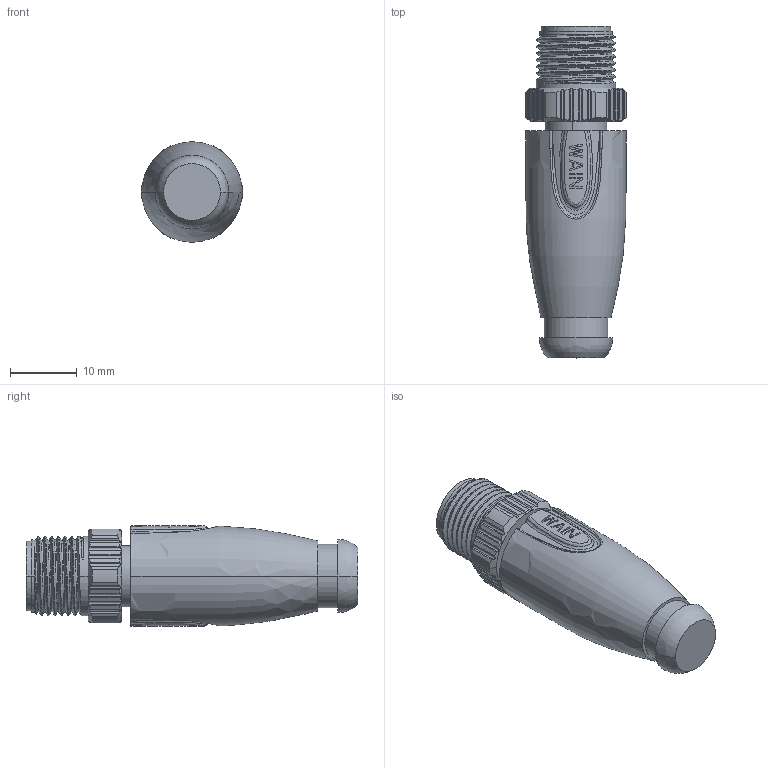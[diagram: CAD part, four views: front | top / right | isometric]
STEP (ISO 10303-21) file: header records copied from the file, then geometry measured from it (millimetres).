
FILE_DESCRIPTION((''),'2;1');
FILE_NAME('S_M12-BO-SH-SW14','2024-01-02T',('13531'),(''),'PRO/ENGINEER BY PARAMETRIC TECHNOLOGY CORPORATION, 2012480','PRO/ENGINEER BY PARAMETRIC TECHNOLOGY CORPORATION, 2012480','');
FILE_SCHEMA(('CONFIG_CONTROL_DESIGN'));
Length unit declared in the file: millimetre
Products named in the file (1): S_M12-BO-SH-SW14
Bounding box: 15.2 x 49.7 x 15 mm (x, y, z)
Volume: 6068.9 mm3; surface area: 4497.3 mm2
Topology: 1 solids, 7 shells, 641 faces, 1699 edges, 1092 vertices
Faces by surface type: plane 293, cylinder 254, cone 39, bspline 23, revolution 16, sphere 12, extrusion 4
Entity records: 34803 total; most frequent: CARTESIAN_POINT 11402, ORIENTED_EDGE 3374, DIRECTION 3114, PRESENTATION_STYLE_ASSIGNMENT 2080, STYLED_ITEM 1708, CURVE_STYLE 1707, EDGE_CURVE 1687, AXIS2_PLACEMENT_3D 1250
